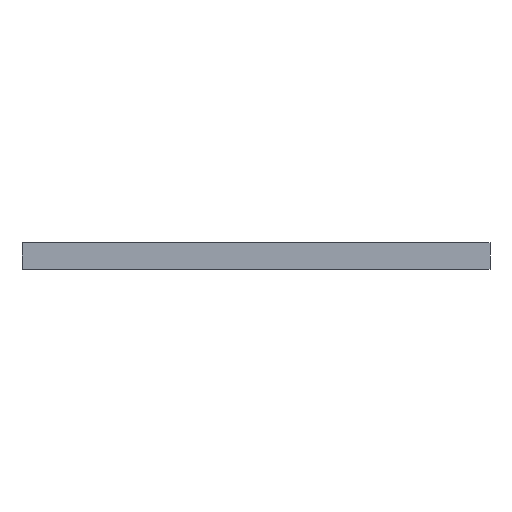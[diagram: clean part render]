
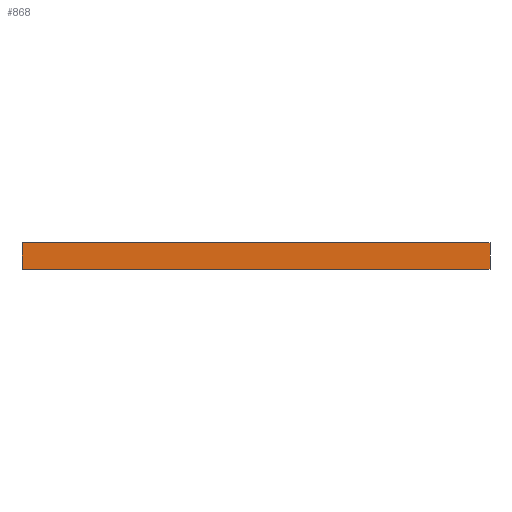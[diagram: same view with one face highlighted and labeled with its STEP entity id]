
A CAD part, left-side view. The second image highlights one B-rep face of the part: STEP entity #868.
In plain terms, the highlighted planar face has unit normal (-1, 0, 0).
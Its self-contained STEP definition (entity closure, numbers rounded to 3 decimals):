
#36=PLANE('',#974);
#66=FACE_OUTER_BOUND('',#121,.T.);
#121=EDGE_LOOP('',(#665,#666,#667,#668));
#176=LINE('',#1380,#244);
#188=LINE('',#1445,#256);
#190=LINE('',#1449,#258);
#191=LINE('',#1450,#259);
#244=VECTOR('',#1108,10.);
#256=VECTOR('',#1164,10.);
#258=VECTOR('',#1168,10.);
#259=VECTOR('',#1169,10.);
#377=VERTEX_POINT('',#1373);
#380=VERTEX_POINT('',#1378);
#411=VERTEX_POINT('',#1444);
#412=VERTEX_POINT('',#1448);
#476=EDGE_CURVE('',#380,#377,#176,.T.);
#508=EDGE_CURVE('',#377,#411,#188,.T.);
#510=EDGE_CURVE('',#380,#412,#190,.T.);
#511=EDGE_CURVE('',#411,#412,#191,.T.);
#665=ORIENTED_EDGE('',*,*,#510,.T.);
#666=ORIENTED_EDGE('',*,*,#511,.F.);
#667=ORIENTED_EDGE('',*,*,#508,.F.);
#668=ORIENTED_EDGE('',*,*,#476,.F.);
#868=ADVANCED_FACE('',(#66),#36,.T.);
#974=AXIS2_PLACEMENT_3D('',#1447,#1166,#1167);
#1108=DIRECTION('',(0.,1.,0.));
#1164=DIRECTION('',(0.,0.,1.));
#1166=DIRECTION('center_axis',(-1.,0.,0.));
#1167=DIRECTION('ref_axis',(0.,-1.,0.));
#1168=DIRECTION('',(0.,0.,1.));
#1169=DIRECTION('',(0.,-1.,0.));
#1373=CARTESIAN_POINT('',(-80.,80.,-1.));
#1378=CARTESIAN_POINT('',(-80.,-80.,-1.));
#1380=CARTESIAN_POINT('',(-80.,-80.,-1.));
#1444=CARTESIAN_POINT('',(-80.,80.,8.));
#1445=CARTESIAN_POINT('',(-80.,80.,0.));
#1447=CARTESIAN_POINT('Origin',(-80.,80.,0.));
#1448=CARTESIAN_POINT('',(-80.,-80.,8.));
#1449=CARTESIAN_POINT('',(-80.,-80.,0.));
#1450=CARTESIAN_POINT('',(-80.,80.,8.));
